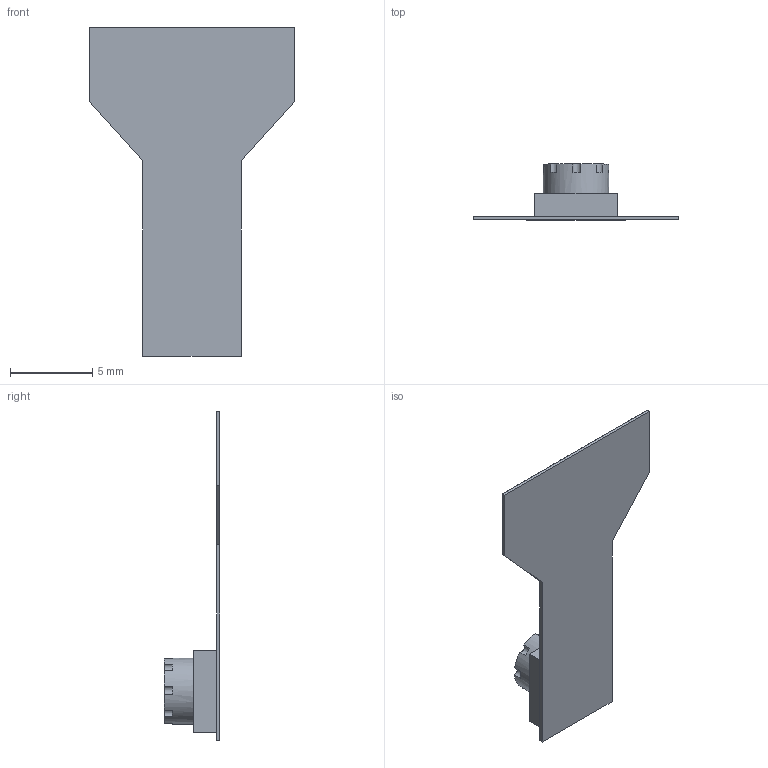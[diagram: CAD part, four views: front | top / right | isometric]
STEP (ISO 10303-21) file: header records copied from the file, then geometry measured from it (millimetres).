
FILE_DESCRIPTION(/* description */ (''),/* implementation_level */ '2;1');
FILE_NAME(/* name */ 'camera v1.step',/* time_stamp */ '2023-02-21T14:01:38-07:00',/* author */ (''),/* organization */ (''),/* preprocessor_version */ 'ST-DEVELOPER v19.2',/* originating_system */ 'Autodesk Translation Framework v11.17.0.187',/* authorisation */ '');
FILE_SCHEMA (('AUTOMOTIVE_DESIGN { 1 0 10303 214 3 1 1 }'));
Length unit declared in the file: millimetre
Products named in the file (1): camera
Bounding box: 12.5 x 3.4 x 20 mm (x, y, z)
Volume: 89.4 mm3; surface area: 473.2 mm2
Topology: 26 solids, 26 shells, 179 faces, 378 edges, 252 vertices
Faces by surface type: plane 169, cylinder 9, cone 1
Full cylindrical faces by diameter (mm): 4 x1
Entity records: 4751 total; most frequent: CARTESIAN_POINT 809, DIRECTION 772, ORIENTED_EDGE 754, EDGE_CURVE 377, LINE 342, VECTOR 342, VERTEX_POINT 252, AXIS2_PLACEMENT_3D 215
